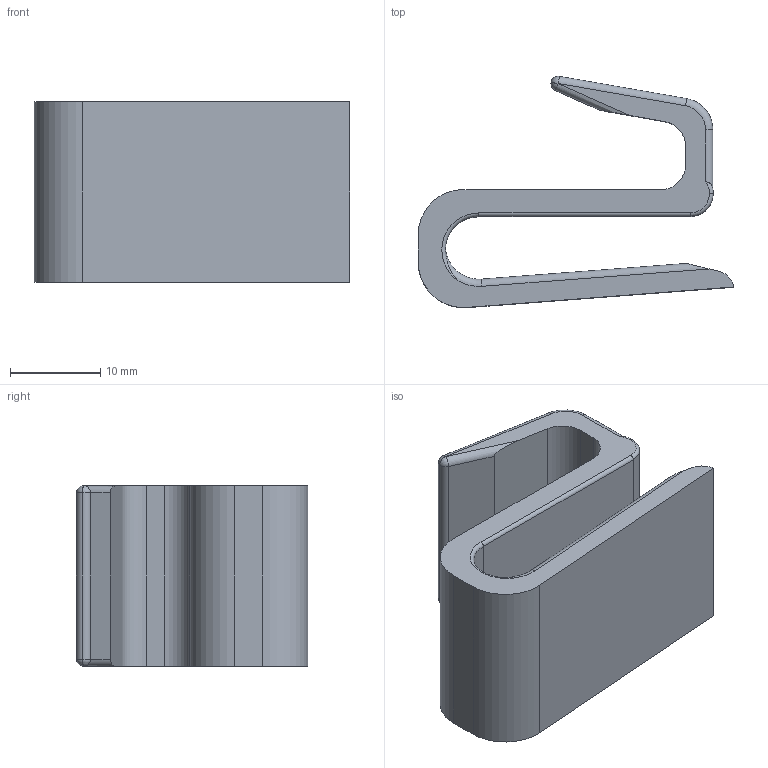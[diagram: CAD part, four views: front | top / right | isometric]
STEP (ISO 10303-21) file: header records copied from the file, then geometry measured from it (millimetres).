
FILE_DESCRIPTION(('HOOPS Exchange Step'),'2;1');
FILE_NAME('temp_export.step','2020-05-24T19:43:50+19:00',('mobile'),('Shapr3D Limited'),'HOOPS Exchange 2018.1','Shapr3D','Authorized');
FILE_SCHEMA( ('AP203_CONFIGURATION_CONTROLLED_3D_DESIGN_OF_MECHANICAL_PARTS_AND_ASSEMBLIES_MIM_LF') );
Length unit declared in the file: millimetre
Products named in the file (1): Body 01
Bounding box: 34.9 x 25.58 x 20 mm (x, y, z)
Volume: 5634.3 mm3; surface area: 4308.8 mm2
Topology: 1 solids, 1 shells, 57 faces, 143 edges, 82 vertices
Faces by surface type: cylinder 27, plane 14, torus 10, sphere 6
Entity records: 1799 total; most frequent: CARTESIAN_POINT 421, DIRECTION 307, ORIENTED_EDGE 274, EDGE_CURVE 137, AXIS2_PLACEMENT_3D 122, VERTEX_POINT 82, VECTOR 63, LINE 63
